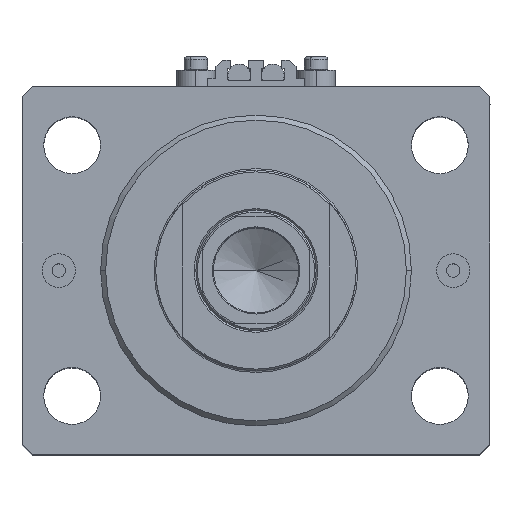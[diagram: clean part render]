
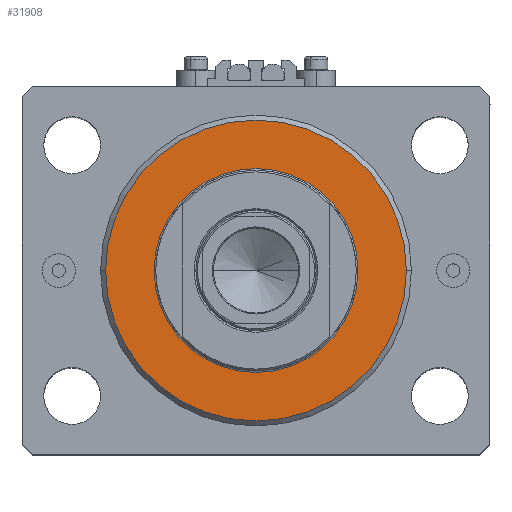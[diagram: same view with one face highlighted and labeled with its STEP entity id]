
A CAD part, top view. The second image highlights one B-rep face of the part: STEP entity #31908.
In plain terms, the highlighted face is planar.
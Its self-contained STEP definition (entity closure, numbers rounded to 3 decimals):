
#358 = VERTEX_POINT ( 'NONE', #29466 ) ;
#2509 = ORIENTED_EDGE ( 'NONE', *, *, #19618, .T. ) ;
#2676 = PLANE ( 'NONE',  #13819 ) ;
#3143 = DIRECTION ( 'NONE',  ( 0., 0., 1. ) ) ;
#5238 = DIRECTION ( 'NONE',  ( 1., 0., 0. ) ) ;
#5488 = CIRCLE ( 'NONE', #40325, 30.5 ) ;
#5683 = DIRECTION ( 'NONE',  ( 0., 0., 1. ) ) ;
#6315 = CARTESIAN_POINT ( 'NONE',  ( 0., 0., 0. ) ) ;
#6395 = DIRECTION ( 'NONE',  ( 1., 0., 0. ) ) ;
#7290 = ORIENTED_EDGE ( 'NONE', *, *, #19766, .T. ) ;
#7437 = DIRECTION ( 'NONE',  ( 0., 0., -1. ) ) ;
#7931 = EDGE_CURVE ( 'NONE', #18320, #12200, #15450, .T. ) ;
#10793 = EDGE_CURVE ( 'NONE', #12200, #18320, #5488, .T. ) ;
#12200 = VERTEX_POINT ( 'NONE', #30482 ) ;
#12619 = AXIS2_PLACEMENT_3D ( 'NONE', #46515, #38499, #5238 ) ;
#13119 = VERTEX_POINT ( 'NONE', #23498 ) ;
#13819 = AXIS2_PLACEMENT_3D ( 'NONE', #18184, #3143, #32766 ) ;
#13836 = FACE_OUTER_BOUND ( 'NONE', #27228, .T. ) ;
#15387 = EDGE_LOOP ( 'NONE', ( #30296, #25315 ) ) ;
#15450 = CIRCLE ( 'NONE', #16253, 30.5 ) ;
#16253 = AXIS2_PLACEMENT_3D ( 'NONE', #35516, #5683, #6395 ) ;
#18184 = CARTESIAN_POINT ( 'NONE',  ( 0., 0., 0. ) ) ;
#18320 = VERTEX_POINT ( 'NONE', #32036 ) ;
#19083 = DIRECTION ( 'NONE',  ( 1., 0., 0. ) ) ;
#19618 = EDGE_CURVE ( 'NONE', #13119, #358, #28904, .T. ) ;
#19766 = EDGE_CURVE ( 'NONE', #358, #13119, #36616, .T. ) ;
#21122 = DIRECTION ( 'NONE',  ( 0., 0., 1. ) ) ;
#22731 = CARTESIAN_POINT ( 'NONE',  ( 0., 0., 0. ) ) ;
#23498 = CARTESIAN_POINT ( 'NONE',  ( 45., 0., 0. ) ) ;
#25315 = ORIENTED_EDGE ( 'NONE', *, *, #10793, .T. ) ;
#27228 = EDGE_LOOP ( 'NONE', ( #2509, #7290 ) ) ;
#28172 = DIRECTION ( 'NONE',  ( 1., 0., 0. ) ) ;
#28904 = CIRCLE ( 'NONE', #29651, 45. ) ;
#29466 = CARTESIAN_POINT ( 'NONE',  ( -45., 0., 0. ) ) ;
#29651 = AXIS2_PLACEMENT_3D ( 'NONE', #22731, #7437, #19083 ) ;
#30296 = ORIENTED_EDGE ( 'NONE', *, *, #7931, .T. ) ;
#30482 = CARTESIAN_POINT ( 'NONE',  ( -30.5, 0., 0. ) ) ;
#31908 = ADVANCED_FACE ( 'NONE', ( #36397, #13836 ), #2676, .F. ) ;
#32036 = CARTESIAN_POINT ( 'NONE',  ( 30.5, 0., 0. ) ) ;
#32766 = DIRECTION ( 'NONE',  ( 1., 0., 0. ) ) ;
#35516 = CARTESIAN_POINT ( 'NONE',  ( 0., 0., 0. ) ) ;
#36397 = FACE_BOUND ( 'NONE', #15387, .T. ) ;
#36616 = CIRCLE ( 'NONE', #12619, 45. ) ;
#38499 = DIRECTION ( 'NONE',  ( 0., 0., -1. ) ) ;
#40325 = AXIS2_PLACEMENT_3D ( 'NONE', #6315, #21122, #28172 ) ;
#46515 = CARTESIAN_POINT ( 'NONE',  ( 0., 0., 0. ) ) ;
